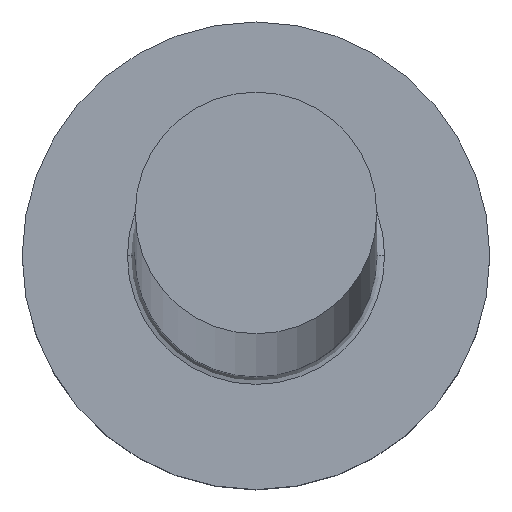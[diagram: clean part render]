
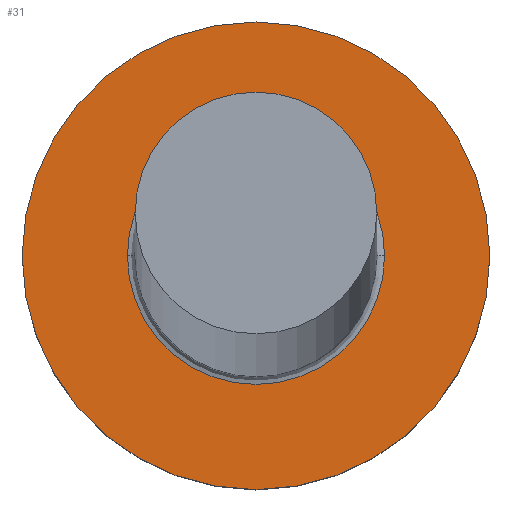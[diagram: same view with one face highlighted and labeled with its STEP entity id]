
A CAD part, top view. The second image highlights one B-rep face of the part: STEP entity #31.
In plain terms, the highlighted planar face has unit normal (0, 0, 1).
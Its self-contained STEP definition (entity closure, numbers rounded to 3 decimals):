
#4 = EDGE_CURVE ( 'NONE', #110, #80, #213, .T. ) ;
#9 = EDGE_CURVE ( 'NONE', #295, #243, #219, .T. ) ;
#10 = DIRECTION ( 'NONE',  ( 1., 0., 0. ) ) ;
#15 = CARTESIAN_POINT ( 'NONE',  ( 0., 0., 5. ) ) ;
#17 = ORIENTED_EDGE ( 'NONE', *, *, #210, .T. ) ;
#23 = DIRECTION ( 'NONE',  ( 1., 0., 0. ) ) ;
#27 = ORIENTED_EDGE ( 'NONE', *, *, #4, .T. ) ;
#30 = AXIS2_PLACEMENT_3D ( 'NONE', #130, #263, #214 ) ;
#31 = ADVANCED_FACE ( 'NONE', ( #254, #39 ), #251, .T. ) ;
#35 = DIRECTION ( 'NONE',  ( 1., 0., 0. ) ) ;
#39 = FACE_OUTER_BOUND ( 'NONE', #241, .T. ) ;
#40 = CARTESIAN_POINT ( 'NONE',  ( 0., 0., 5. ) ) ;
#51 = AXIS2_PLACEMENT_3D ( 'NONE', #182, #304, #95 ) ;
#56 = ORIENTED_EDGE ( 'NONE', *, *, #119, .T. ) ;
#62 = AXIS2_PLACEMENT_3D ( 'NONE', #40, #141, #35 ) ;
#63 = ORIENTED_EDGE ( 'NONE', *, *, #9, .T. ) ;
#80 = VERTEX_POINT ( 'NONE', #226 ) ;
#90 = CARTESIAN_POINT ( 'NONE',  ( -6., 0., 5. ) ) ;
#95 = DIRECTION ( 'NONE',  ( 1., 0., 0. ) ) ;
#110 = VERTEX_POINT ( 'NONE', #90 ) ;
#119 = EDGE_CURVE ( 'NONE', #243, #295, #189, .T. ) ;
#130 = CARTESIAN_POINT ( 'NONE',  ( 0., 0., 5. ) ) ;
#134 = EDGE_LOOP ( 'NONE', ( #63, #56 ) ) ;
#141 = DIRECTION ( 'NONE',  ( 0., 0., 1. ) ) ;
#171 = CARTESIAN_POINT ( 'NONE',  ( -3.3, 0., 5. ) ) ;
#182 = CARTESIAN_POINT ( 'NONE',  ( 0., 0., 5. ) ) ;
#189 = CIRCLE ( 'NONE', #231, 3.3 ) ;
#198 = CARTESIAN_POINT ( 'NONE',  ( 3.3, 0., 5. ) ) ;
#210 = EDGE_CURVE ( 'NONE', #80, #110, #299, .T. ) ;
#213 = CIRCLE ( 'NONE', #289, 6. ) ;
#214 = DIRECTION ( 'NONE',  ( 1., 0., 0. ) ) ;
#219 = CIRCLE ( 'NONE', #51, 3.3 ) ;
#226 = CARTESIAN_POINT ( 'NONE',  ( 6., 0., 5. ) ) ;
#231 = AXIS2_PLACEMENT_3D ( 'NONE', #233, #236, #23 ) ;
#233 = CARTESIAN_POINT ( 'NONE',  ( 0., 0., 5. ) ) ;
#236 = DIRECTION ( 'NONE',  ( 0., 0., -1. ) ) ;
#241 = EDGE_LOOP ( 'NONE', ( #27, #17 ) ) ;
#243 = VERTEX_POINT ( 'NONE', #171 ) ;
#251 = PLANE ( 'NONE',  #62 ) ;
#254 = FACE_BOUND ( 'NONE', #134, .T. ) ;
#258 = DIRECTION ( 'NONE',  ( 0., 0., 1. ) ) ;
#263 = DIRECTION ( 'NONE',  ( 0., 0., 1. ) ) ;
#289 = AXIS2_PLACEMENT_3D ( 'NONE', #15, #258, #10 ) ;
#295 = VERTEX_POINT ( 'NONE', #198 ) ;
#299 = CIRCLE ( 'NONE', #30, 6. ) ;
#304 = DIRECTION ( 'NONE',  ( 0., 0., -1. ) ) ;
